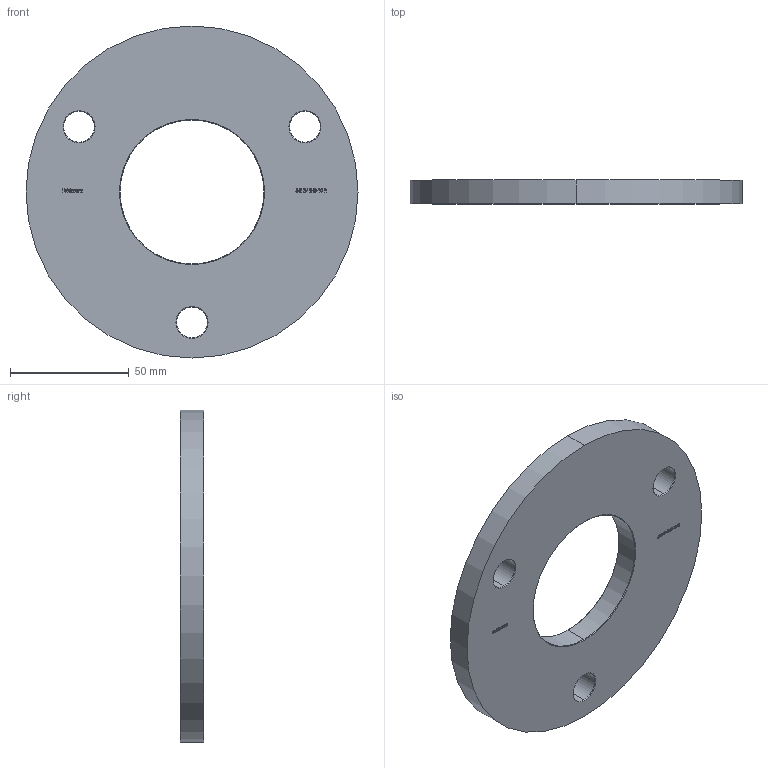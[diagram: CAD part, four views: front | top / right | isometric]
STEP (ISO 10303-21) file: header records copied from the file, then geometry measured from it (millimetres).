
FILE_DESCRIPTION (( 'STEP AP203' ), '1' );
FILE_NAME ('54127-240-10-R.step', '2020-10-21T11:02:37', ( '' ), ( '' ), 'SwSTEP 2.0', 'SolidWorks 2018', '' );
FILE_SCHEMA (( 'CONFIG_CONTROL_DESIGN' ));
Length unit declared in the file: millimetre
Products named in the file (2): 54127-240-10-R
Bounding box: 140 x 10 x 140 mm (x, y, z)
Volume: 120997.8 mm3; surface area: 31654.2 mm2
Topology: 1 solids, 1 shells, 288 faces, 752 edges, 496 vertices
Faces by surface type: plane 171, bspline 91, cone 16, cylinder 10
Entity records: 14089 total; most frequent: CARTESIAN_POINT 7429, ORIENTED_EDGE 1504, DIRECTION 1004, EDGE_CURVE 752, VECTOR 534, LINE 534, VERTEX_POINT 496, EDGE_LOOP 326
